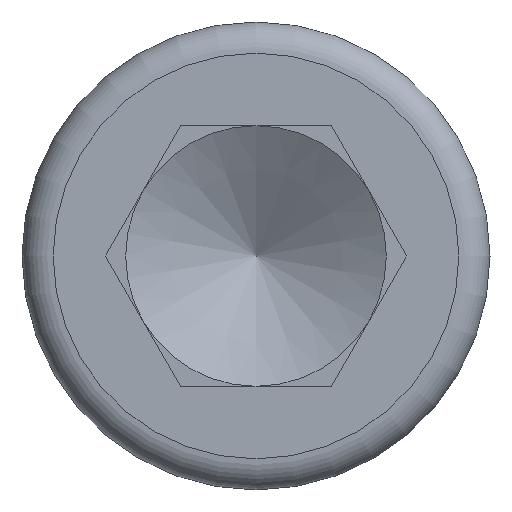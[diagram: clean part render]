
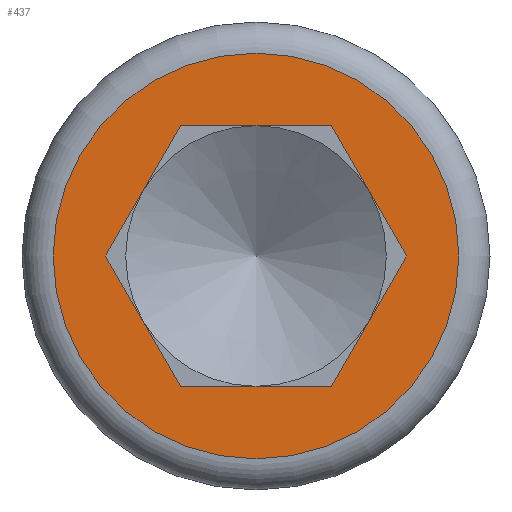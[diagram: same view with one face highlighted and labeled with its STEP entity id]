
A CAD part, left-side view. The second image highlights one B-rep face of the part: STEP entity #437.
In plain terms, the highlighted planar face has unit normal (-1, 0, 0).
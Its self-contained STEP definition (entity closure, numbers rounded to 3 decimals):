
#2 = CIRCLE ( 'NONE', #612, 7.8 ) ;
#29 = CARTESIAN_POINT ( 'NONE',  ( 0., 0., 7.8 ) ) ;
#94 = ORIENTED_EDGE ( 'NONE', *, *, #1335, .T. ) ;
#133 = DIRECTION ( 'NONE',  ( 0., 1., 0. ) ) ;
#146 = ORIENTED_EDGE ( 'NONE', *, *, #622, .T. ) ;
#149 = VECTOR ( 'NONE', #769, 1000. ) ;
#186 = DIRECTION ( 'NONE',  ( -1., 0., 0. ) ) ;
#208 = LINE ( 'NONE', #1448, #149 ) ;
#253 = EDGE_LOOP ( 'NONE', ( #94, #440, #146, #1110, #587, #1286 ) ) ;
#254 = VECTOR ( 'NONE', #133, 1000. ) ;
#281 = EDGE_CURVE ( 'NONE', #1367, #1479, #208, .T. ) ;
#332 = DIRECTION ( 'NONE',  ( 0., -1., 0. ) ) ;
#337 = CARTESIAN_POINT ( 'NONE',  ( 0., 5.788, 0. ) ) ;
#393 = CARTESIAN_POINT ( 'NONE',  ( 0., 0., 0. ) ) ;
#426 = CARTESIAN_POINT ( 'NONE',  ( 0., 2.894, 5.012 ) ) ;
#433 = DIRECTION ( 'NONE',  ( -1., 0., 0. ) ) ;
#435 = CARTESIAN_POINT ( 'NONE',  ( 0., 5.788, 0. ) ) ;
#437 = ADVANCED_FACE ( 'NONE', ( #749, #1443 ), #1339, .T. ) ;
#440 = ORIENTED_EDGE ( 'NONE', *, *, #812, .F. ) ;
#463 = DIRECTION ( 'NONE',  ( 0., -0.5, -0.866 ) ) ;
#478 = AXIS2_PLACEMENT_3D ( 'NONE', #756, #433, #1113 ) ;
#508 = VERTEX_POINT ( 'NONE', #426 ) ;
#549 = LINE ( 'NONE', #435, #715 ) ;
#569 = VECTOR ( 'NONE', #1206, 1000. ) ;
#587 = ORIENTED_EDGE ( 'NONE', *, *, #1099, .F. ) ;
#612 = AXIS2_PLACEMENT_3D ( 'NONE', #393, #186, #637 ) ;
#622 = EDGE_CURVE ( 'NONE', #1255, #1473, #1056, .T. ) ;
#637 = DIRECTION ( 'NONE',  ( 0., 0., 1. ) ) ;
#715 = VECTOR ( 'NONE', #1231, 1000. ) ;
#749 = FACE_BOUND ( 'NONE', #253, .T. ) ;
#756 = CARTESIAN_POINT ( 'NONE',  ( 0., 0., 0. ) ) ;
#760 = LINE ( 'NONE', #1103, #569 ) ;
#769 = DIRECTION ( 'NONE',  ( 0., -0.5, -0.866 ) ) ;
#791 = CARTESIAN_POINT ( 'NONE',  ( 0., -2.894, -5.012 ) ) ;
#812 = EDGE_CURVE ( 'NONE', #1255, #508, #1272, .T. ) ;
#839 = CARTESIAN_POINT ( 'NONE',  ( 0., -5.788, 0. ) ) ;
#942 = CARTESIAN_POINT ( 'NONE',  ( 0., -2.894, 5.012 ) ) ;
#948 = EDGE_CURVE ( 'NONE', #1473, #1399, #760, .T. ) ;
#978 = EDGE_CURVE ( 'NONE', #1315, #1315, #2, .T. ) ;
#1056 = LINE ( 'NONE', #1244, #1474 ) ;
#1085 = ORIENTED_EDGE ( 'NONE', *, *, #978, .T. ) ;
#1099 = EDGE_CURVE ( 'NONE', #1479, #1399, #1336, .T. ) ;
#1103 = CARTESIAN_POINT ( 'NONE',  ( 0., -5.788, 0. ) ) ;
#1110 = ORIENTED_EDGE ( 'NONE', *, *, #948, .T. ) ;
#1113 = DIRECTION ( 'NONE',  ( 0., 0., 1. ) ) ;
#1146 = CARTESIAN_POINT ( 'NONE',  ( 0., 2.894, -5.013 ) ) ;
#1173 = CARTESIAN_POINT ( 'NONE',  ( 0., -2.894, 5.012 ) ) ;
#1206 = DIRECTION ( 'NONE',  ( 0., 0.5, -0.866 ) ) ;
#1231 = DIRECTION ( 'NONE',  ( 0., -0.5, 0.866 ) ) ;
#1244 = CARTESIAN_POINT ( 'NONE',  ( 0., -2.894, 5.012 ) ) ;
#1255 = VERTEX_POINT ( 'NONE', #942 ) ;
#1272 = LINE ( 'NONE', #1173, #254 ) ;
#1286 = ORIENTED_EDGE ( 'NONE', *, *, #281, .F. ) ;
#1315 = VERTEX_POINT ( 'NONE', #29 ) ;
#1335 = EDGE_CURVE ( 'NONE', #1367, #508, #549, .T. ) ;
#1336 = LINE ( 'NONE', #1477, #1348 ) ;
#1339 = PLANE ( 'NONE',  #478 ) ;
#1348 = VECTOR ( 'NONE', #332, 1000. ) ;
#1367 = VERTEX_POINT ( 'NONE', #337 ) ;
#1399 = VERTEX_POINT ( 'NONE', #791 ) ;
#1416 = EDGE_LOOP ( 'NONE', ( #1085 ) ) ;
#1443 = FACE_OUTER_BOUND ( 'NONE', #1416, .T. ) ;
#1448 = CARTESIAN_POINT ( 'NONE',  ( 0., 5.788, 0. ) ) ;
#1473 = VERTEX_POINT ( 'NONE', #839 ) ;
#1474 = VECTOR ( 'NONE', #463, 1000. ) ;
#1477 = CARTESIAN_POINT ( 'NONE',  ( 0., 2.894, -5.013 ) ) ;
#1479 = VERTEX_POINT ( 'NONE', #1146 ) ;
